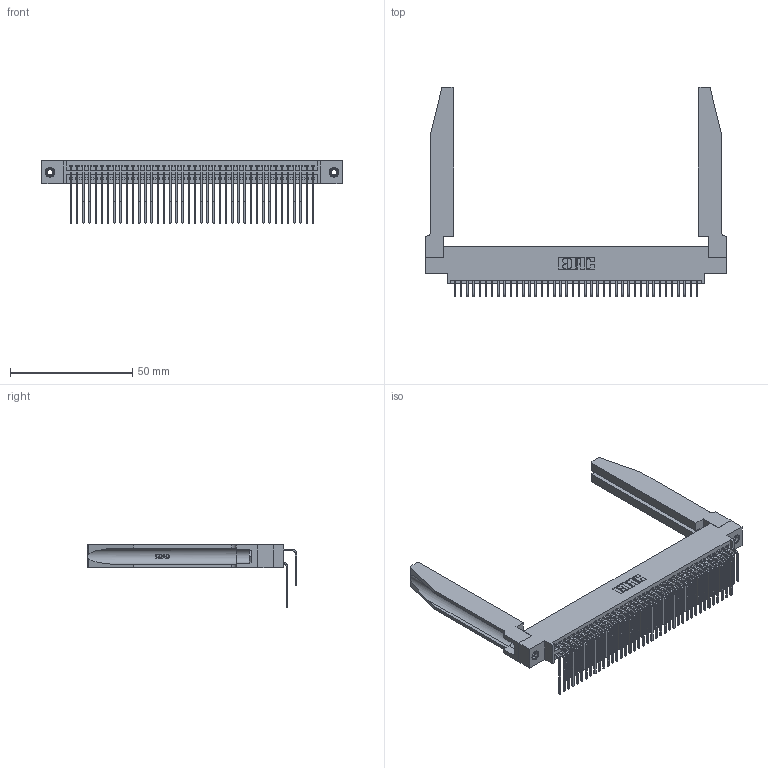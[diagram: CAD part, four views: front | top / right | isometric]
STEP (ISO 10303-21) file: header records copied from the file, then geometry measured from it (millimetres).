
FILE_DESCRIPTION (( 'STEP AP203' ), '1' );
FILE_NAME ('345-080-559-878.STEP', '2019-10-31T21:03:33', ( '' ), ( '' ), 'SwSTEP 2.0', 'SolidWorks 2016', '' );
FILE_SCHEMA (( 'CONFIG_CONTROL_DESIGN' ));
Length unit declared in the file: inch
Products named in the file (6): 345-250-001_345-250-001-102; 345 Part_0.170 Offset - 0.156 Dia-TH; 345-292-001_558 559 Tail - 1; 345-080-559-878; 345-220-078_345-220-078; 345-292-001_559 Tail - 2
Assembly tree (85 placements, depth 2):
  345-080-559-878
    345 Part_0.170 Offset - 0.156 Dia-TH
    345-292-001_558 559 Tail - 1  x40
    345-292-001_559 Tail - 2  x40
    345-250-001_345-250-001-102  x2
    345-220-078_345-220-078  x2
Bounding box: 122.83 x 85.84 x 25.53 mm (x, y, z)
Volume: 20032.2 mm3; surface area: 27238.3 mm2
Topology: 85 solids, 85 shells, 4524 faces, 13361 edges, 8790 vertices
Faces by surface type: plane 3026, cylinder 1446, bspline 36, cone 12, torus 4
Entity records: 38178 total; most frequent: CARTESIAN_POINT 7366, ORIENTED_EDGE 6146, DIRECTION 5463, EDGE_CURVE 3073, LINE 2647, VECTOR 2647, VERTEX_POINT 2040, AXIS2_PLACEMENT_3D 1408
